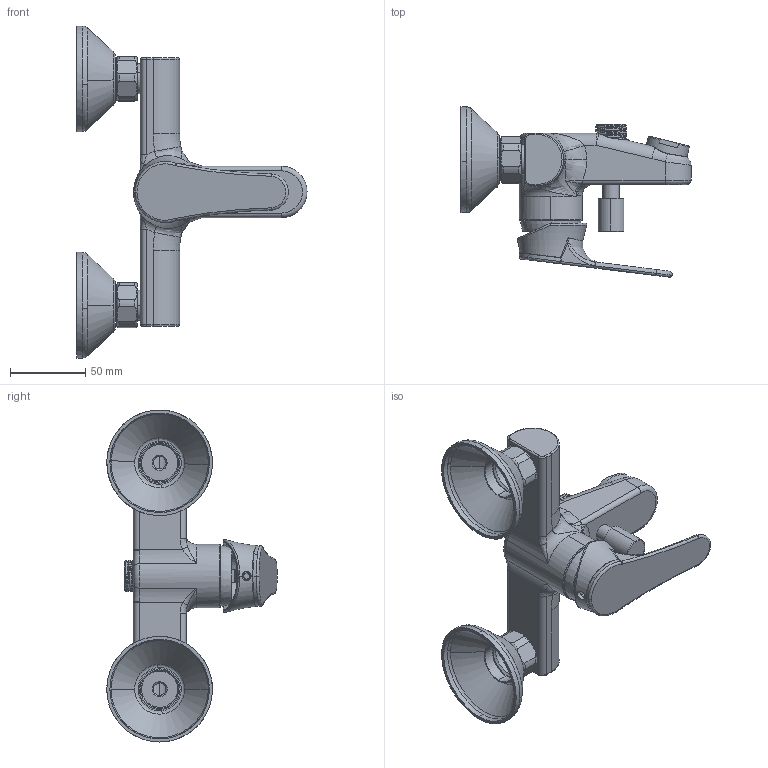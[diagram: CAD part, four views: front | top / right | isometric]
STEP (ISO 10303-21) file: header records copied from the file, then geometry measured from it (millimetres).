
FILE_DESCRIPTION (( 'STEP AP214' ), '1' );
FILE_NAME ('35 164 350 MONOMANDO BAÑO DUCHA ECO PRIME.STEP', '2020-01-14T14:40:55', ( '' ), ( '' ), 'SwSTEP 2.0', 'SolidWorks 2016', '' );
FILE_SCHEMA (( 'AUTOMOTIVE_DESIGN' ));
Length unit declared in the file: millimetre
Products named in the file (12): DISTRIBUIDOR COMPACK COMPLETO_-ESTANDAR; 1001 MANETA MONOMANDO ENTER_-02; 1117 TUERCA APRIETACARTUCHOS ENTER GREEN_-07; CARTUCHO 35 CITEC SALIDA ABIERTA CORTO; AIREADOR M28 AIRFORCEONE_con chorro de agua; EMBELLECEDOR. 035 ABS CROMO PRESIÓN REBAJADO; 1529 PESTAÑA 3-8 PARA SERIE ENTER_-03; 35 164 350 MONOMANDO BA埆 DUCHA ECO PRIME; POMO DISTRIBUIDOR COMPACK SEDAL_PL-326-01; 1432 MECANIZADO BAÑO MONOMANDO PRIME 3 mm PATAS MÁS ANCHAS__-04; PLAFÓN GRB6001; 1576 TUERCA 3-4 PARA MONOMANDOS PRIME_-02
Assembly tree (14 placements, depth 2):
  35 164 350 MONOMANDO BA埆 DUCHA ECO PRIME
    CARTUCHO 35 CITEC SALIDA ABIERTA CORTO
    1432 MECANIZADO BAÑO MONOMANDO PRIME 3 mm PATAS MÁS ANCHAS__-04
    1117 TUERCA APRIETACARTUCHOS ENTER GREEN_-07
    EMBELLECEDOR. 035 ABS CROMO PRESIÓN REBAJADO
    1529 PESTAÑA 3-8 PARA SERIE ENTER_-03  x2
    1576 TUERCA 3-4 PARA MONOMANDOS PRIME_-02  x2
    DISTRIBUIDOR COMPACK COMPLETO_-ESTANDAR
    POMO DISTRIBUIDOR COMPACK SEDAL_PL-326-01
    AIREADOR M28 AIRFORCEONE_con chorro de agua
    PLAFÓN GRB6001  x2
    1001 MANETA MONOMANDO ENTER_-02
Bounding box: 152.44 x 112.9 x 219.97 mm (x, y, z)
Volume: 206948.2 mm3; surface area: 140081.8 mm2
Topology: 21 solids, 21 shells, 1957 faces, 4680 edges, 2689 vertices
Faces by surface type: cylinder 608, bspline 411, plane 388, torus 318, cone 134, sphere 98
Entity records: 84747 total; most frequent: CARTESIAN_POINT 36108, ORIENTED_EDGE 8728, DIRECTION 8496, EDGE_CURVE 4364, AXIS2_PLACEMENT_3D 3591, VERTEX_POINT 2561, CIRCLE 2096, EDGE_LOOP 1975
